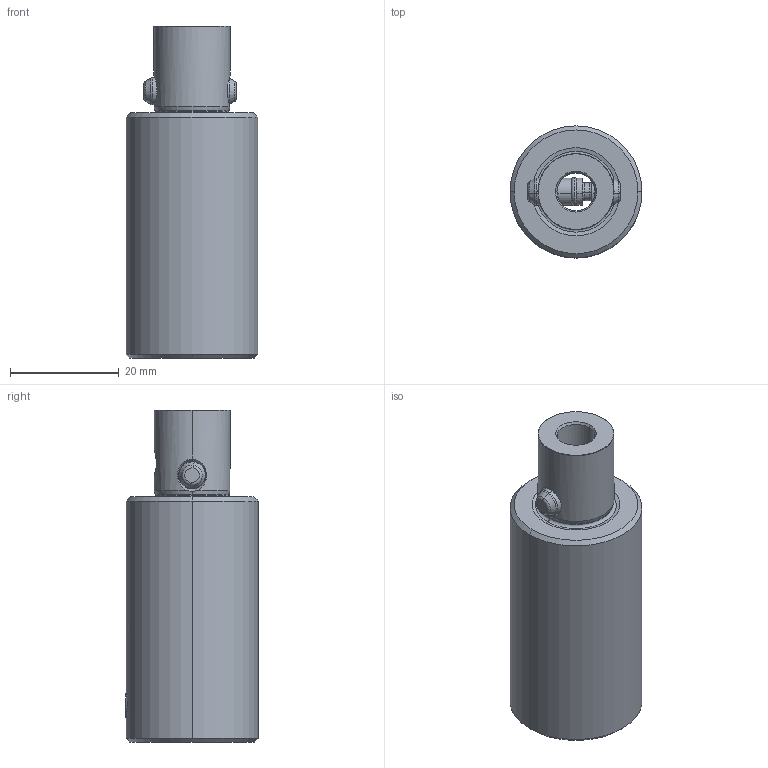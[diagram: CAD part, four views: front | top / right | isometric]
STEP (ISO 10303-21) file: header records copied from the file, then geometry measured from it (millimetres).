
FILE_DESCRIPTION(('no description'),'unknown implementation level');
FILE_NAME('FC9C93E3-9011-4B77-9AF5-AD8B75D162F8_export.stp',' ',('CIMSOURCE GmbH'),('CADClick - KiM GmbH - www.kimweb.de'),'unknown preprocess','ACIS','unknown authorization');
FILE_SCHEMA(('automotive_design'));
Length unit declared in the file: millimetre
Products named in the file (4): 331.221 Kaiser CK2 X CK2 X 45|331.221 Kaiser CK2 X CK2 X 45_Standard;NONE; 331.221 Kaiser CK2 X CK2 X 45|690.432 Kaiser ETL M5 X 6,5 CK2_Standard;NONE; 331.221 Kaiser CK2 X CK2 X 45|691.502 Kaiser ETL �5 X 17K_Standard|692.271 Skizze_Standard;NONE; 331.221 Kaiser CK2 X CK2 X 45|691.502 Kaiser ETL �5 X 17K_Standard|691.522 Mitnehmerbolzen_Standard;NONE
Bounding box: 24.27 x 24.3 x 61.1 mm (x, y, z)
Volume: 18757.6 mm3; surface area: 7251.7 mm2
Topology: 4 solids, 4 shells, 137 faces, 304 edges, 173 vertices
Faces by surface type: cone 46, cylinder 34, plane 33, torus 24
Entity records: 7791 total; most frequent: CARTESIAN_POINT 1151, DIRECTION 706, STYLED_ITEM 616, PRESENTATION_STYLE_ASSIGNMENT 616, COLOUR_RGB 616, ORIENTED_EDGE 604, EDGE_CURVE 302, CURVE_STYLE 302
